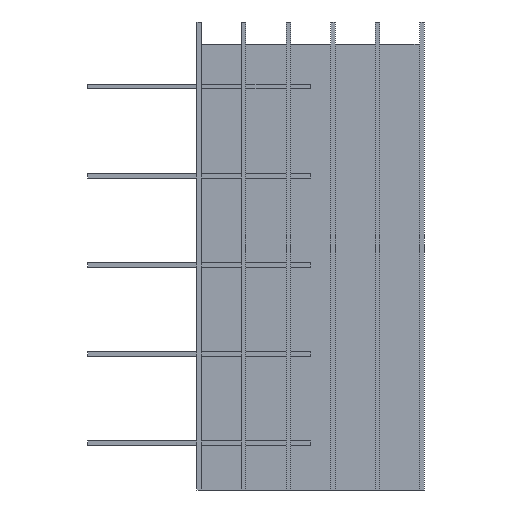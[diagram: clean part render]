
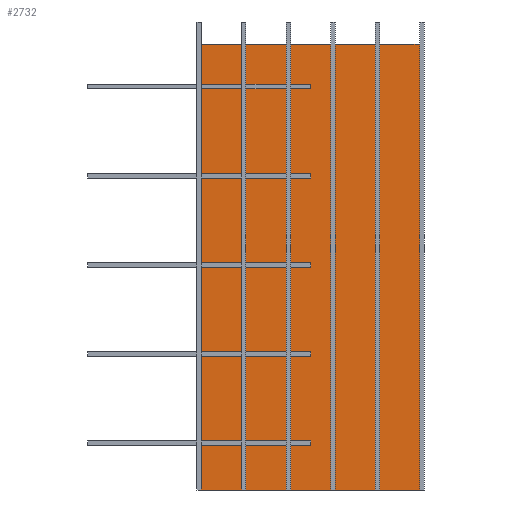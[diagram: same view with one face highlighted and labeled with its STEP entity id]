
A CAD part, front view. The second image highlights one B-rep face of the part: STEP entity #2732.
In plain terms, the highlighted planar face has unit normal (0, -1, 0).
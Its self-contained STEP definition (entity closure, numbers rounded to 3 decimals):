
#746 = PLANE('',#747);
#747 = AXIS2_PLACEMENT_3D('',#748,#749,#750);
#748 = CARTESIAN_POINT('',(0.,-16.919,0.));
#749 = DIRECTION('',(-0.,-0.,-1.));
#750 = DIRECTION('',(-1.,0.,0.));
#774 = PLANE('',#775);
#775 = AXIS2_PLACEMENT_3D('',#776,#777,#778);
#776 = CARTESIAN_POINT('',(-50.,-25.,160.));
#777 = DIRECTION('',(-0.611,0.791,0.));
#778 = DIRECTION('',(0.791,0.611,0.));
#802 = PLANE('',#803);
#803 = AXIS2_PLACEMENT_3D('',#804,#805,#806);
#804 = CARTESIAN_POINT('',(0.,-16.919,200.));
#805 = DIRECTION('',(-0.,-0.,-1.));
#806 = DIRECTION('',(-1.,0.,0.));
#1362 = VERTEX_POINT('',#1363);
#1363 = CARTESIAN_POINT('',(-50.,-25.,200.));
#1550 = VERTEX_POINT('',#1551);
#1551 = CARTESIAN_POINT('',(50.,-25.,200.));
#1565 = PLANE('',#1566);
#1566 = AXIS2_PLACEMENT_3D('',#1567,#1568,#1569);
#1567 = CARTESIAN_POINT('',(40.,-17.275,160.));
#1568 = DIRECTION('',(0.611,0.791,-0.));
#1569 = DIRECTION('',(0.791,-0.611,0.));
#1577 = EDGE_CURVE('',#1550,#1362,#1578,.T.);
#1578 = SURFACE_CURVE('',#1579,(#1583,#1590),.PCURVE_S1.);
#1579 = LINE('',#1580,#1581);
#1580 = CARTESIAN_POINT('',(50.,-25.,200.));
#1581 = VECTOR('',#1582,1.);
#1582 = DIRECTION('',(-1.,0.,0.));
#1583 = PCURVE('',#802,#1584);
#1584 = DEFINITIONAL_REPRESENTATION('',(#1585),#1589);
#1585 = LINE('',#1586,#1587);
#1586 = CARTESIAN_POINT('',(-50.,-8.081));
#1587 = VECTOR('',#1588,1.);
#1588 = DIRECTION('',(1.,0.));
#1589 = ( GEOMETRIC_REPRESENTATION_CONTEXT(2) 
PARAMETRIC_REPRESENTATION_CONTEXT() REPRESENTATION_CONTEXT('2D SPACE',''
  ) );
#1590 = PCURVE('',#1591,#1596);
#1591 = PLANE('',#1592);
#1592 = AXIS2_PLACEMENT_3D('',#1593,#1594,#1595);
#1593 = CARTESIAN_POINT('',(50.,-25.,160.));
#1594 = DIRECTION('',(0.,-1.,0.));
#1595 = DIRECTION('',(-1.,0.,0.));
#1596 = DEFINITIONAL_REPRESENTATION('',(#1597),#1601);
#1597 = LINE('',#1598,#1599);
#1598 = CARTESIAN_POINT('',(0.,-40.));
#1599 = VECTOR('',#1600,1.);
#1600 = DIRECTION('',(1.,0.));
#1601 = ( GEOMETRIC_REPRESENTATION_CONTEXT(2) 
PARAMETRIC_REPRESENTATION_CONTEXT() REPRESENTATION_CONTEXT('2D SPACE',''
  ) );
#1609 = VERTEX_POINT('',#1610);
#1610 = CARTESIAN_POINT('',(-50.,-25.,0.));
#1631 = EDGE_CURVE('',#1609,#1362,#1632,.T.);
#1632 = SURFACE_CURVE('',#1633,(#1637,#1644),.PCURVE_S1.);
#1633 = LINE('',#1634,#1635);
#1634 = CARTESIAN_POINT('',(-50.,-25.,0.));
#1635 = VECTOR('',#1636,1.);
#1636 = DIRECTION('',(0.,0.,1.));
#1637 = PCURVE('',#774,#1638);
#1638 = DEFINITIONAL_REPRESENTATION('',(#1639),#1643);
#1639 = LINE('',#1640,#1641);
#1640 = CARTESIAN_POINT('',(0.,160.));
#1641 = VECTOR('',#1642,1.);
#1642 = DIRECTION('',(0.,-1.));
#1643 = ( GEOMETRIC_REPRESENTATION_CONTEXT(2) 
PARAMETRIC_REPRESENTATION_CONTEXT() REPRESENTATION_CONTEXT('2D SPACE',''
  ) );
#1644 = PCURVE('',#1591,#1645);
#1645 = DEFINITIONAL_REPRESENTATION('',(#1646),#1650);
#1646 = LINE('',#1647,#1648);
#1647 = CARTESIAN_POINT('',(100.,160.));
#1648 = VECTOR('',#1649,1.);
#1649 = DIRECTION('',(0.,-1.));
#1650 = ( GEOMETRIC_REPRESENTATION_CONTEXT(2) 
PARAMETRIC_REPRESENTATION_CONTEXT() REPRESENTATION_CONTEXT('2D SPACE',''
  ) );
#2352 = VERTEX_POINT('',#2353);
#2353 = CARTESIAN_POINT('',(50.,-25.,0.));
#2374 = EDGE_CURVE('',#2352,#1609,#2375,.T.);
#2375 = SURFACE_CURVE('',#2376,(#2380,#2387),.PCURVE_S1.);
#2376 = LINE('',#2377,#2378);
#2377 = CARTESIAN_POINT('',(50.,-25.,0.));
#2378 = VECTOR('',#2379,1.);
#2379 = DIRECTION('',(-1.,0.,0.));
#2380 = PCURVE('',#746,#2381);
#2381 = DEFINITIONAL_REPRESENTATION('',(#2382),#2386);
#2382 = LINE('',#2383,#2384);
#2383 = CARTESIAN_POINT('',(-50.,-8.081));
#2384 = VECTOR('',#2385,1.);
#2385 = DIRECTION('',(1.,0.));
#2386 = ( GEOMETRIC_REPRESENTATION_CONTEXT(2) 
PARAMETRIC_REPRESENTATION_CONTEXT() REPRESENTATION_CONTEXT('2D SPACE',''
  ) );
#2387 = PCURVE('',#1591,#2388);
#2388 = DEFINITIONAL_REPRESENTATION('',(#2389),#2393);
#2389 = LINE('',#2390,#2391);
#2390 = CARTESIAN_POINT('',(-0.,160.));
#2391 = VECTOR('',#2392,1.);
#2392 = DIRECTION('',(1.,0.));
#2393 = ( GEOMETRIC_REPRESENTATION_CONTEXT(2) 
PARAMETRIC_REPRESENTATION_CONTEXT() REPRESENTATION_CONTEXT('2D SPACE',''
  ) );
#2711 = EDGE_CURVE('',#1550,#2352,#2712,.T.);
#2712 = SURFACE_CURVE('',#2713,(#2717,#2724),.PCURVE_S1.);
#2713 = LINE('',#2714,#2715);
#2714 = CARTESIAN_POINT('',(50.,-25.,200.));
#2715 = VECTOR('',#2716,1.);
#2716 = DIRECTION('',(0.,0.,-1.));
#2717 = PCURVE('',#1565,#2718);
#2718 = DEFINITIONAL_REPRESENTATION('',(#2719),#2723);
#2719 = LINE('',#2720,#2721);
#2720 = CARTESIAN_POINT('',(12.637,-40.));
#2721 = VECTOR('',#2722,1.);
#2722 = DIRECTION('',(0.,1.));
#2723 = ( GEOMETRIC_REPRESENTATION_CONTEXT(2) 
PARAMETRIC_REPRESENTATION_CONTEXT() REPRESENTATION_CONTEXT('2D SPACE',''
  ) );
#2724 = PCURVE('',#1591,#2725);
#2725 = DEFINITIONAL_REPRESENTATION('',(#2726),#2730);
#2726 = LINE('',#2727,#2728);
#2727 = CARTESIAN_POINT('',(0.,-40.));
#2728 = VECTOR('',#2729,1.);
#2729 = DIRECTION('',(-0.,1.));
#2730 = ( GEOMETRIC_REPRESENTATION_CONTEXT(2) 
PARAMETRIC_REPRESENTATION_CONTEXT() REPRESENTATION_CONTEXT('2D SPACE',''
  ) );
#2732 = ADVANCED_FACE('',(#2733),#1591,.T.);
#2733 = FACE_BOUND('',#2734,.T.);
#2734 = EDGE_LOOP('',(#2735,#2736,#2737,#2738));
#2735 = ORIENTED_EDGE('',*,*,#2711,.F.);
#2736 = ORIENTED_EDGE('',*,*,#1577,.T.);
#2737 = ORIENTED_EDGE('',*,*,#1631,.F.);
#2738 = ORIENTED_EDGE('',*,*,#2374,.F.);
